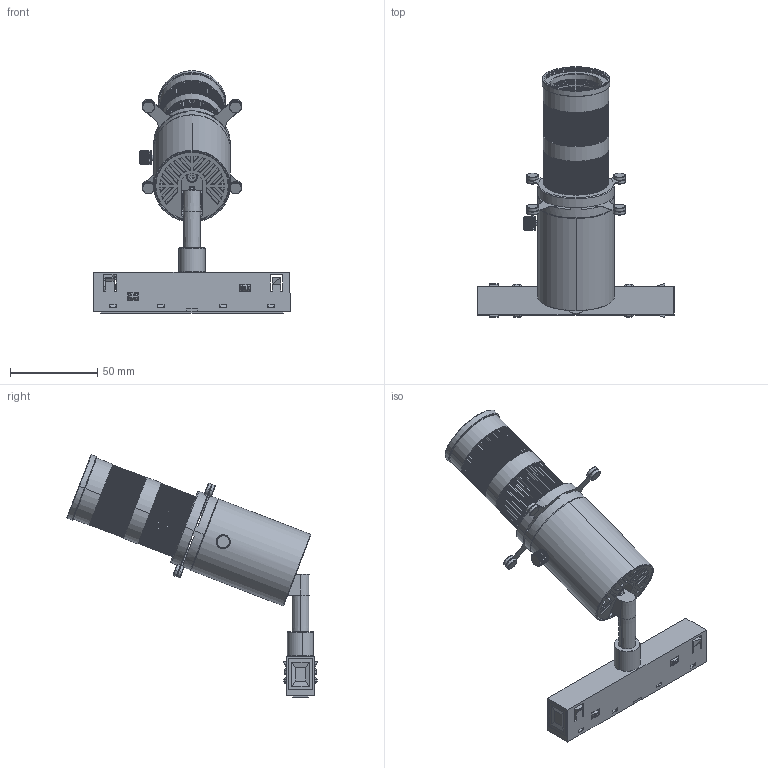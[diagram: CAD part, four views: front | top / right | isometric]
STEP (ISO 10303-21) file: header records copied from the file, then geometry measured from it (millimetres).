
FILE_DESCRIPTION (( 'STEP AP203' ), '1' );
FILE_NAME ('201-E1.STEP', '2023-03-16T02:04:02', ( 'ylmfeng' ), ( 'ylmfeng.com' ), 'SwSTEP 2.0', 'SolidWorks 2018', '' );
FILE_SCHEMA (( 'CONFIG_CONTROL_DESIGN' ));
Length unit declared in the file: millimetre
Products named in the file (36): 粟銅3; 25X5X2棠沺; M3x6忒禳蹟佪; 絳萇肣え-A; 201-E1-散热器; 1304嫖埭盓殤; 埴芛坋趼蹟佪M4X20; 201-E1-翋极; ｳﾁﾍｷﾊｮﾗﾖﾗﾔｹ･ﾂﾝﾋｿ M2.5X5; 傻遴萇埭碟狟裔; 偌瑩苤粟銅; 絳萇肣え-B; 201-A1牷啊盓殤; 棠柲唅蛌結遠; 201-E1-腑极; 棠沺遺; 201-E1-噩芛; 201-A1綴裔; 201-E1-腑芠; 短款电源盒上盖组件; 棠沺郪璃; CXM-4-嫖埭; 萇埭碟偌瑩; 20傻遴萇埭碟; 麥芛囀鞠褒蹟佪M3X8; 201-E1; 201-E1-芧芵噩; 201-A1蟀諉翐; 傻遴萇埭碟奻裔; 麥芛坋趼蹟佪 M2X6; 棠柲唅蛌裔; 201-A1连接柱与摇摆支架组合件; M4滅侂蹟譫; 棠柲蛌唅挴誹; 磁吸驱动-普通款
Assembly tree (45 placements, depth 5):
  201-E1
    20傻遴萇埭碟
      傻遴萇埭碟狟裔
      絳萇肣え-A  x2
      絳萇肣え-B  x2
      棠柲唅蛌裔
      棠柲蛌唅挴誹
      棠柲唅蛌結遠
      短款电源盒上盖组件
        傻遴萇埭碟奻裔
        棠沺郪璃  x2
          棠沺遺
          25X5X2棠沺
      磁吸驱动-普通款
      萇埭碟偌瑩
      偌瑩苤粟銅
      粟銅3  x4
      ｳﾁﾍｷﾊｮﾗﾖﾗﾔｹ･ﾂﾝﾋｿ M2.5X5  x2
    201-A1连接柱与摇摆支架组合件
      201-A1牷啊盓殤
      201-A1蟀諉翐
    201-E1-翋极
      201-E1-腑极
        201-E1-腑芠
        201-E1-散热器
      201-A1綴裔
      麥芛囀鞠褒蹟佪M3X8
      CXM-4-嫖埭
      1304嫖埭盓殤
      麥芛坋趼蹟佪 M2X6  x2
      埴芛坋趼蹟佪M4X20
      M4滅侂蹟譫
    埴芛坋趼蹟佪M4X20
    M4滅侂蹟譫
    M3x6忒禳蹟佪
    201-E1-噩芛
      201-E1-噩芛
      201-E1-芧芵噩
Bounding box: 113 x 143.69 x 139.32 mm (x, y, z)
Volume: 128681.6 mm3; surface area: 95531.1 mm2
Topology: 40 solids, 48 shells, 4585 faces, 12645 edges, 8193 vertices
Faces by surface type: plane 2461, cone 1173, cylinder 588, bspline 276, sphere 48, torus 39
Entity records: 155059 total; most frequent: CARTESIAN_POINT 43964, ORIENTED_EDGE 23922, DIRECTION 20231, EDGE_CURVE 11961, VERTEX_POINT 7808, VECTOR 6945, LINE 6945, AXIS2_PLACEMENT_3D 6643
